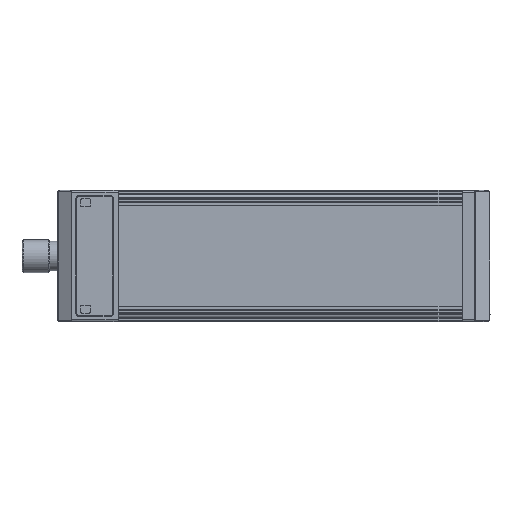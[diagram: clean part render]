
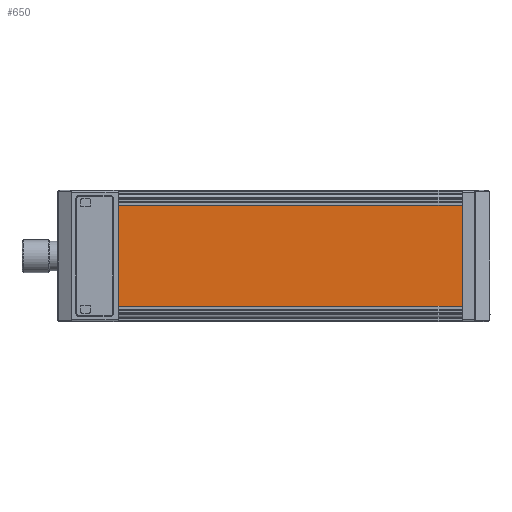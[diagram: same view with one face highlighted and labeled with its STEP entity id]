
A CAD part, top view. The second image highlights one B-rep face of the part: STEP entity #650.
In plain terms, the highlighted planar face has unit normal (0, 0, 1).
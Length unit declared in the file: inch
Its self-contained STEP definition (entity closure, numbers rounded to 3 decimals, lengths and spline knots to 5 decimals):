
#26 = ORIENTED_EDGE ( 'NONE', *, *, #11694, .T. ) ;
#486 = VECTOR ( 'NONE', #6827, 39.37008 ) ;
#487 = CARTESIAN_POINT ( 'NONE',  ( -0.18332, 1.64838, -0.20472 ) ) ;
#567 = ORIENTED_EDGE ( 'NONE', *, *, #11805, .T. ) ;
#650 = ADVANCED_FACE ( 'NONE', ( #11794 ), #9546, .T. ) ;
#758 = CARTESIAN_POINT ( 'NONE',  ( -0.18332, 0.1796, -0.20472 ) ) ;
#1106 = CARTESIAN_POINT ( 'NONE',  ( -0.18332, 0.91399, -0.20472 ) ) ;
#2444 = EDGE_LOOP ( 'NONE', ( #567, #15211, #26, #2899 ) ) ;
#2815 = DIRECTION ( 'NONE',  ( 1., 0., 0. ) ) ;
#2899 = ORIENTED_EDGE ( 'NONE', *, *, #10522, .T. ) ;
#3437 = EDGE_CURVE ( 'NONE', #9175, #16060, #6553, .T. ) ;
#3935 = LINE ( 'NONE', #13982, #11357 ) ;
#6553 = LINE ( 'NONE', #15518, #7398 ) ;
#6827 = DIRECTION ( 'NONE',  ( 0., -1., 0. ) ) ;
#6972 = CARTESIAN_POINT ( 'NONE',  ( -0.18332, 0.91399, -0.20472 ) ) ;
#7398 = VECTOR ( 'NONE', #2815, 39.37008 ) ;
#7936 = VERTEX_POINT ( 'NONE', #487 ) ;
#8169 = CARTESIAN_POINT ( 'NONE',  ( -5.10458, 1.64838, -0.20472 ) ) ;
#8976 = CARTESIAN_POINT ( 'NONE',  ( -5.10458, 0.1796, -0.20472 ) ) ;
#9175 = VERTEX_POINT ( 'NONE', #8976 ) ;
#9546 = PLANE ( 'NONE',  #9980 ) ;
#9980 = AXIS2_PLACEMENT_3D ( 'NONE', #6972, #11878, #14465 ) ;
#10026 = VECTOR ( 'NONE', #12744, 39.37008 ) ;
#10332 = VERTEX_POINT ( 'NONE', #8169 ) ;
#10522 = EDGE_CURVE ( 'NONE', #7936, #10332, #3935, .T. ) ;
#11357 = VECTOR ( 'NONE', #14322, 39.37008 ) ;
#11694 = EDGE_CURVE ( 'NONE', #16060, #7936, #13823, .T. ) ;
#11794 = FACE_OUTER_BOUND ( 'NONE', #2444, .T. ) ;
#11805 = EDGE_CURVE ( 'NONE', #10332, #9175, #13553, .T. ) ;
#11878 = DIRECTION ( 'NONE',  ( 0., 0., 1. ) ) ;
#12744 = DIRECTION ( 'NONE',  ( 0., 1., 0. ) ) ;
#13389 = CARTESIAN_POINT ( 'NONE',  ( -5.10458, 0.91399, -0.20472 ) ) ;
#13553 = LINE ( 'NONE', #13389, #486 ) ;
#13823 = LINE ( 'NONE', #1106, #10026 ) ;
#13982 = CARTESIAN_POINT ( 'NONE',  ( -0.18332, 1.64838, -0.20472 ) ) ;
#14322 = DIRECTION ( 'NONE',  ( -1., 0., 0. ) ) ;
#14465 = DIRECTION ( 'NONE',  ( 0., -1., 0. ) ) ;
#15211 = ORIENTED_EDGE ( 'NONE', *, *, #3437, .T. ) ;
#15518 = CARTESIAN_POINT ( 'NONE',  ( -0.18332, 0.1796, -0.20472 ) ) ;
#16060 = VERTEX_POINT ( 'NONE', #758 ) ;
